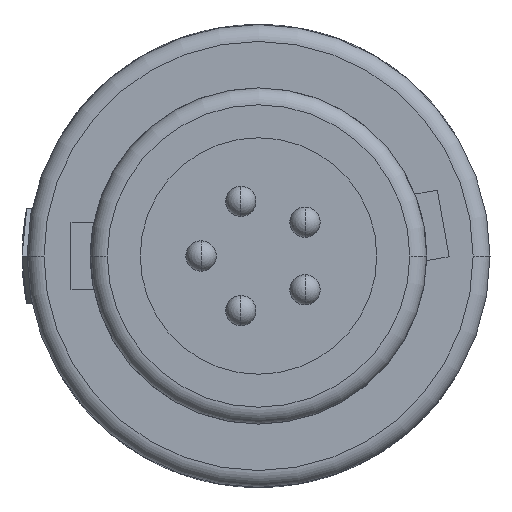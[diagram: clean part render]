
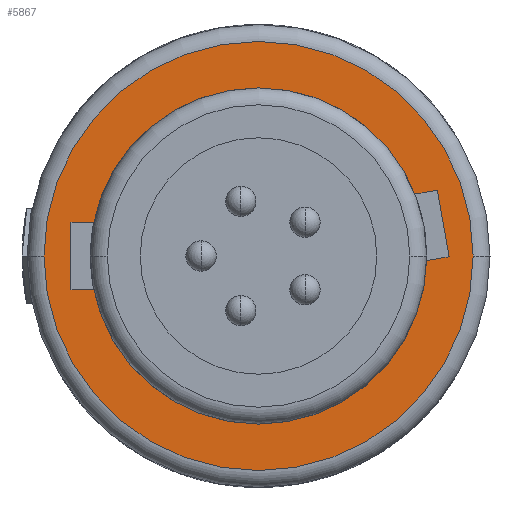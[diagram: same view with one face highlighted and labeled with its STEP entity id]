
A CAD part, left-side view. The second image highlights one B-rep face of the part: STEP entity #5867.
In plain terms, the highlighted planar face has unit normal (-1, 0, 0).
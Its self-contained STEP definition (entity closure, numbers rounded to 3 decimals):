
#1868=CARTESIAN_POINT('',(-6.7,0.,0.));
#1869=DIRECTION('',(-1.,0.,0.));
#1870=DIRECTION('',(0.,-1.,0.));
#1871=AXIS2_PLACEMENT_3D('',#1868,#1869,#1870);
#1873=CARTESIAN_POINT('',(-6.7,0.,0.));
#1874=DIRECTION('',(-1.,0.,0.));
#1875=DIRECTION('',(0.,1.,0.));
#1876=AXIS2_PLACEMENT_3D('',#1873,#1874,#1875);
#1878=DIRECTION('',(0.,-0.985,0.174));
#1879=VECTOR('',#1878,0.677);
#1880=CARTESIAN_POINT('',(-6.7,-4.626,1.831));
#1881=LINE('',#1880,#1879);
#1882=DIRECTION('',(0.,1.,0.));
#1883=VECTOR('',#1882,0.677);
#1884=CARTESIAN_POINT('',(-6.7,4.873,1.));
#1885=LINE('',#1884,#1883);
#1886=DIRECTION('',(0.,0.,1.));
#1887=VECTOR('',#1886,2.);
#1888=CARTESIAN_POINT('',(-6.7,5.55,-1.));
#1889=LINE('',#1888,#1887);
#1890=DIRECTION('',(0.,1.,0.));
#1891=VECTOR('',#1890,0.677);
#1892=CARTESIAN_POINT('',(-6.7,4.873,-1.));
#1893=LINE('',#1892,#1891);
#1894=DIRECTION('',(0.,-0.985,0.174));
#1895=VECTOR('',#1894,0.677);
#1896=CARTESIAN_POINT('',(-6.7,-4.973,-0.139));
#1897=LINE('',#1896,#1895);
#1898=DIRECTION('',(0.,-0.174,-0.985));
#1899=VECTOR('',#1898,2.);
#1900=CARTESIAN_POINT('',(-6.7,-5.292,1.949));
#1901=LINE('',#1900,#1899);
#1927=CARTESIAN_POINT('',(-6.7,0.,0.));
#1928=DIRECTION('',(-1.,0.,0.));
#1929=DIRECTION('',(0.,0.98,-0.201));
#1930=AXIS2_PLACEMENT_3D('',#1927,#1928,#1929);
#1998=CARTESIAN_POINT('',(-6.7,0.,0.));
#1999=DIRECTION('',(1.,0.,0.));
#2000=DIRECTION('',(0.,0.98,0.201));
#2001=AXIS2_PLACEMENT_3D('',#1998,#1999,#2000);
#2962=CARTESIAN_POINT('',(-6.7,-6.35,0.));
#2963=CARTESIAN_POINT('',(-6.7,6.35,0.));
#2964=VERTEX_POINT('',#2962);
#2965=VERTEX_POINT('',#2963);
#3389=CARTESIAN_POINT('',(-6.7,5.55,1.));
#3390=VERTEX_POINT('',#3389);
#3393=CARTESIAN_POINT('',(-6.7,5.55,-1.));
#3394=VERTEX_POINT('',#3393);
#3401=CARTESIAN_POINT('',(-6.7,-5.292,1.949));
#3402=VERTEX_POINT('',#3401);
#3405=CARTESIAN_POINT('',(-6.7,-5.639,-0.021));
#3406=VERTEX_POINT('',#3405);
#3419=CARTESIAN_POINT('',(-6.7,4.873,-1.));
#3420=VERTEX_POINT('',#3419);
#3421=CARTESIAN_POINT('',(-6.7,4.873,1.));
#3422=VERTEX_POINT('',#3421);
#3425=CARTESIAN_POINT('',(-6.7,-4.626,1.831));
#3426=VERTEX_POINT('',#3425);
#3427=CARTESIAN_POINT('',(-6.7,-4.973,-0.139));
#3428=VERTEX_POINT('',#3427);
#5839=CARTESIAN_POINT('',(-6.7,0.,0.));
#5840=DIRECTION('',(1.,0.,0.));
#5841=DIRECTION('',(0.,-1.,0.));
#5842=AXIS2_PLACEMENT_3D('',#5839,#5840,#5841);
#5843=PLANE('',#5842);
#5845=ORIENTED_EDGE('',*,*,#5844,.F.);
#5846=ORIENTED_EDGE('',*,*,#5822,.F.);
#5847=EDGE_LOOP('',(#5845,#5846));
#5848=FACE_OUTER_BOUND('',#5847,.F.);
#5850=ORIENTED_EDGE('',*,*,#5849,.F.);
#5852=ORIENTED_EDGE('',*,*,#5851,.F.);
#5854=ORIENTED_EDGE('',*,*,#5853,.T.);
#5856=ORIENTED_EDGE('',*,*,#5855,.F.);
#5858=ORIENTED_EDGE('',*,*,#5857,.F.);
#5860=ORIENTED_EDGE('',*,*,#5859,.T.);
#5862=ORIENTED_EDGE('',*,*,#5861,.T.);
#5864=ORIENTED_EDGE('',*,*,#5863,.F.);
#5865=EDGE_LOOP('',(#5850,#5852,#5854,#5856,#5858,#5860,#5862,#5864));
#5866=FACE_BOUND('',#5865,.F.);
#1872=CIRCLE('',#1871,6.35);
#1877=CIRCLE('',#1876,6.35);
#1931=CIRCLE('',#1930,4.975);
#2002=CIRCLE('',#2001,4.975);
#5822=EDGE_CURVE('',#2965,#2964,#1877,.T.);
#5844=EDGE_CURVE('',#2964,#2965,#1872,.T.);
#5849=EDGE_CURVE('',#3426,#3402,#1881,.T.);
#5851=EDGE_CURVE('',#3422,#3426,#2002,.T.);
#5853=EDGE_CURVE('',#3422,#3390,#1885,.T.);
#5855=EDGE_CURVE('',#3394,#3390,#1889,.T.);
#5857=EDGE_CURVE('',#3420,#3394,#1893,.T.);
#5859=EDGE_CURVE('',#3420,#3428,#1931,.T.);
#5861=EDGE_CURVE('',#3428,#3406,#1897,.T.);
#5863=EDGE_CURVE('',#3402,#3406,#1901,.T.);
#5867=ADVANCED_FACE('',(#5848,#5866),#5843,.F.);
